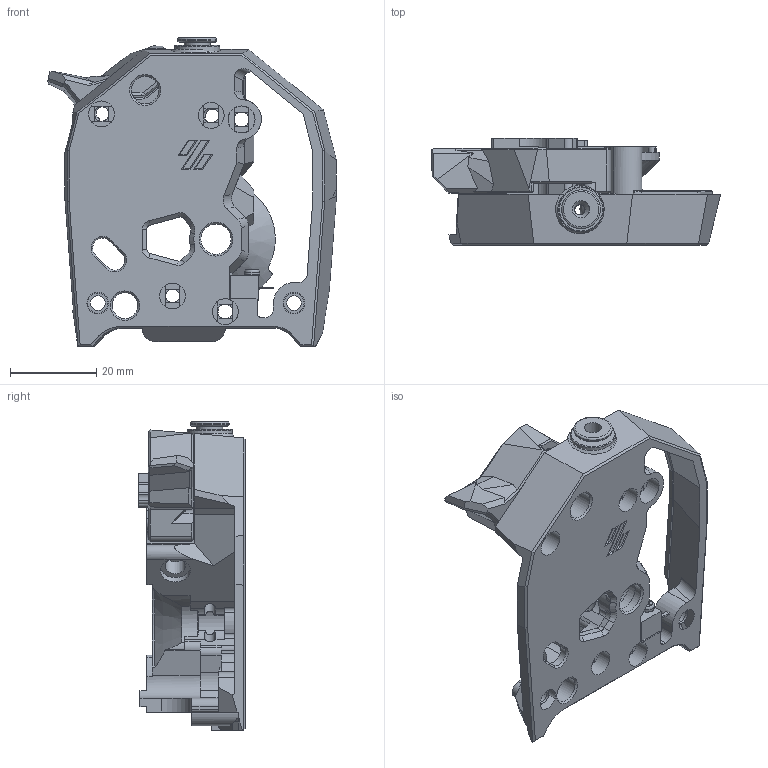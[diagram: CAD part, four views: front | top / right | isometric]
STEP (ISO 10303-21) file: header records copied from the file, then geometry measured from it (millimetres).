
FILE_DESCRIPTION(/* description */ (''),/* implementation_level */ '2;1');
FILE_NAME(/* name */ 'CW2_with_ECAS_and_sensor - Heat Set Exit v3.step',/* time_stamp */ '2023-05-25T16:24:40-04:00',/* author */ (''),/* organization */ (''),/* preprocessor_version */ 'ST-DEVELOPER v19.2',/* originating_system */ 'Autodesk Translation Framework v12.4.0.73',/* authorisation */ '');
FILE_SCHEMA (('AUTOMOTIVE_DESIGN { 1 0 10303 214 3 1 1 }'));
Length unit declared in the file: millimetre
Products named in the file (12): CW2_with_ECAS_and_sensor - Heat Set Exit; ECAS latch; ECAS fitting; Main body; Release clip; Seal; Omron D2F microswitch v2; D2F_ACTUATOR; D2F_BASE; M2x10 self-tapping screw; Composite main body; Ball bearing
Assembly tree (12 placements, depth 3):
  CW2_with_ECAS_and_sensor - Heat Set Exit
    ECAS latch
    ECAS fitting
      Main body
      Release clip
      Seal
    Omron D2F microswitch v2
      D2F_ACTUATOR
      D2F_BASE
    M2x10 self-tapping screw  x2
    Composite main body
    Ball bearing
Bounding box: 66.89 x 24.7 x 71.41 mm (x, y, z)
Volume: 29074.7 mm3; surface area: 19335.5 mm2
Topology: 10 solids, 10 shells, 847 faces, 2266 edges, 1452 vertices
Faces by surface type: plane 468, cylinder 235, cone 91, bspline 41, torus 10, sphere 2
Full cylindrical faces by diameter (mm): 1.15 x20, 1.8 x2, 2 x21, 2.4 x3, 2.8 x1, 3.2 x1, 3.4 x7, 3.5 x2, 4 x3, 4.4 x1, 4.7 x5, 5.6 x1, 6 x6, 6.248 x1, 6.4 x1, 7 x2, 7.4 x1, 8 x3, 8.2 x1, 8.45 x1, 8.47 x1, 9 x1, 10.45 x1
Entity records: 30070 total; most frequent: CARTESIAN_POINT 10044, ORIENTED_EDGE 4192, DIRECTION 4039, EDGE_CURVE 2096, AXIS2_PLACEMENT_3D 1354, VERTEX_POINT 1340, LINE 1331, VECTOR 1331
